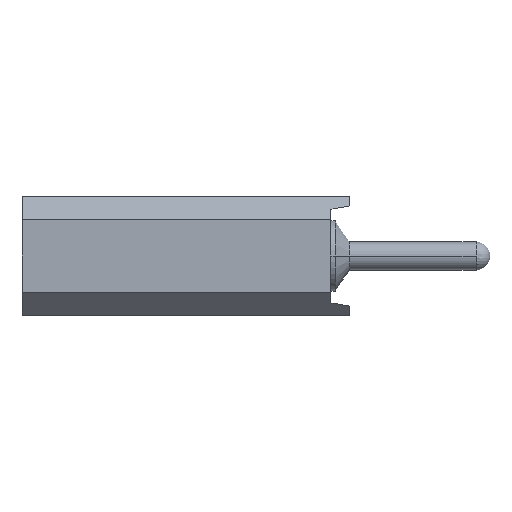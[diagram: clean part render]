
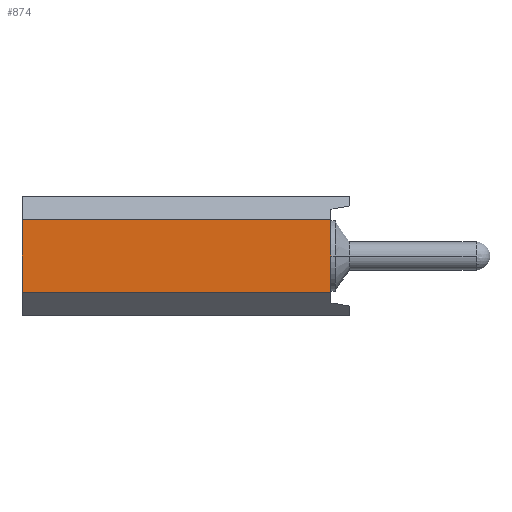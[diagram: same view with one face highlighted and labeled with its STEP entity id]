
A CAD part, left-side view. The second image highlights one B-rep face of the part: STEP entity #874.
In plain terms, the highlighted planar face has unit normal (-1, 0, 0).
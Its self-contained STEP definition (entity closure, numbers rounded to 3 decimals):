
#874=ADVANCED_FACE('',(#1770),#1771,.T.);
#1770=FACE_OUTER_BOUND('',#2677,.T.);
#1771=PLANE('',#2678);
#2677=EDGE_LOOP('',(#5122,#5123,#5124,#5125));
#2678=AXIS2_PLACEMENT_3D('',#5126,#5127,#5128);
#5122=ORIENTED_EDGE('',*,*,#6273,.T.);
#5123=ORIENTED_EDGE('',*,*,#6222,.T.);
#5124=ORIENTED_EDGE('',*,*,#5875,.T.);
#5125=ORIENTED_EDGE('',*,*,#5625,.F.);
#5126=CARTESIAN_POINT('',(-10.16,0.0,0.0));
#5127=DIRECTION('',(-1.0,0.0,0.0));
#5128=DIRECTION('',(0.0,0.,1.0));
#5625=EDGE_CURVE('',#6851,#6853,#6854,.T.);
#5875=EDGE_CURVE('',#7220,#6853,#7221,.T.);
#6222=EDGE_CURVE('',#7646,#7220,#7647,.T.);
#6273=EDGE_CURVE('',#6851,#7646,#7703,.T.);
#6851=VERTEX_POINT('',#8416);
#6853=VERTEX_POINT('',#8419);
#6854=LINE('',#8420,#8421);
#7220=VERTEX_POINT('',#8904);
#7221=LINE('',#8905,#8906);
#7646=VERTEX_POINT('',#9477);
#7647=LINE('',#9478,#9479);
#7703=LINE('',#9550,#9551);
#8416=CARTESIAN_POINT('',(-10.16,0.4,-0.77));
#8419=CARTESIAN_POINT('',(-10.16,7.0,-0.77));
#8420=CARTESIAN_POINT('',(-10.16,0.,-0.77));
#8421=VECTOR('',#10086,1.0);
#8904=CARTESIAN_POINT('',(-10.16,7.0,0.77));
#8905=CARTESIAN_POINT('',(-10.16,7.0,0.77));
#8906=VECTOR('',#10432,1.0);
#9477=CARTESIAN_POINT('',(-10.16,0.4,0.77));
#9478=CARTESIAN_POINT('',(-10.16,0.,0.77));
#9479=VECTOR('',#10792,1.0);
#9550=CARTESIAN_POINT('',(-10.16,0.4,0.));
#9551=VECTOR('',#10829,1.0);
#10086=DIRECTION('',(0.0,1.0,0.));
#10432=DIRECTION('',(0.0,0.,-1.0));
#10792=DIRECTION('',(0.0,1.0,0.));
#10829=DIRECTION('',(0.0,0.,1.0));
